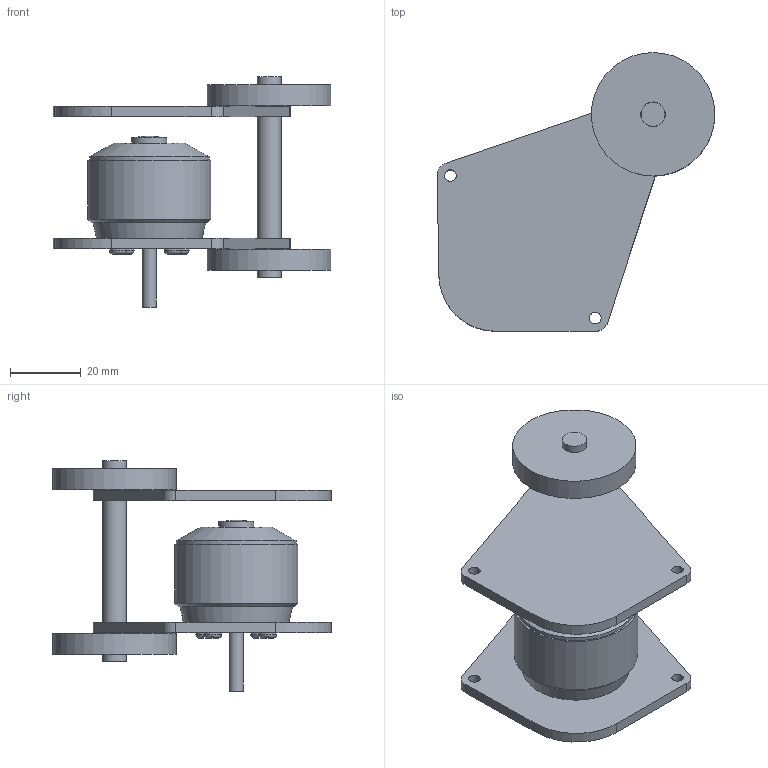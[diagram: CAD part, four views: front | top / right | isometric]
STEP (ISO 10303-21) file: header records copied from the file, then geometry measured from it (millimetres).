
FILE_DESCRIPTION(('STEP AP242'), '1');
FILE_NAME('duribler', '', ('UNSPECIFIED'), ('UNSPECIFIED'), 'C3D Converter', 'C3D Toolkit', '');
FILE_SCHEMA(('AP242_MANAGED_MODEL_BASED_3D_ENGINEERING_MIM_LF { 1 0 10303 442 1 1 4 }'));
Length unit declared in the file: millimetre
Products named in the file (5): -01
Assembly tree (7 placements, depth 2):
  (unnamed)
    (unnamed)
    -01
    (unnamed)
    (unnamed)  x4
Bounding box: 78.68 x 78.96 x 65.23 mm (x, y, z)
Volume: 56134.7 mm3; surface area: 26272.4 mm2
Topology: 10 solids, 10 shells, 107 faces, 265 edges, 193 vertices
Faces by surface type: plane 51, cylinder 40, cone 11, torus 4, sphere 1
Full cylindrical faces by diameter (mm): 2.013 x4, 2.5 x4, 2.75 x4, 3.3 x4, 4 x2, 5 x4, 6.8 x1, 7 x4, 10 x1, 34 x1, 35 x3
Entity records: 5196 total; most frequent: CARTESIAN_POINT 2962, DIRECTION 396, ORIENTED_EDGE 236, AXIS2_PLACEMENT_3D 180, EDGE_LOOP 140, EDGE_CURVE 118, CIRCLE 98, VERTEX_POINT 98
